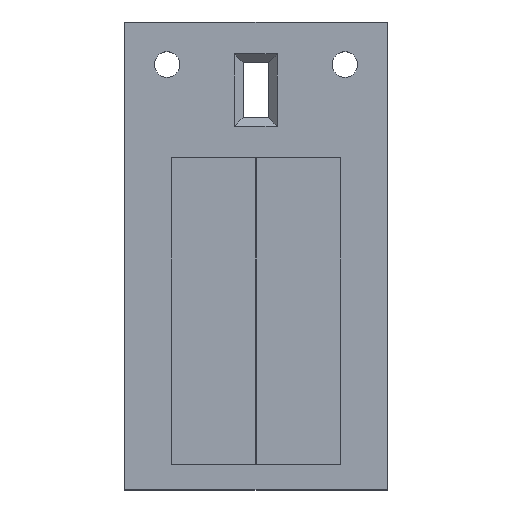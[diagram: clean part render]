
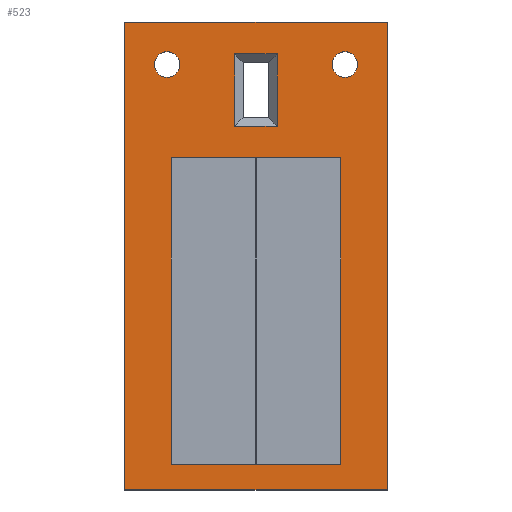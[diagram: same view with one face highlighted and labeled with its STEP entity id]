
A CAD part, top view. The second image highlights one B-rep face of the part: STEP entity #523.
In plain terms, the highlighted planar face has unit normal (0, 0, 1).
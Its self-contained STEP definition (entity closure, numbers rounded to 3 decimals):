
#19=FACE_BOUND('',#94,.T.);
#20=FACE_BOUND('',#95,.T.);
#21=FACE_BOUND('',#96,.T.);
#22=FACE_BOUND('',#97,.T.);
#23=FACE_BOUND('',#98,.T.);
#33=PLANE('',#560);
#63=FACE_OUTER_BOUND('',#93,.T.);
#93=EDGE_LOOP('',(#405,#406,#407,#408));
#94=EDGE_LOOP('',(#409));
#95=EDGE_LOOP('',(#410));
#96=EDGE_LOOP('',(#411,#412,#413,#414));
#97=EDGE_LOOP('',(#415,#416,#417,#418));
#98=EDGE_LOOP('',(#419,#420,#421,#422));
#125=LINE('',#740,#191);
#131=LINE('',#753,#197);
#133=LINE('',#756,#199);
#135=LINE('',#759,#201);
#142=LINE('',#774,#208);
#143=LINE('',#776,#209);
#144=LINE('',#778,#210);
#145=LINE('',#779,#211);
#146=LINE('',#782,#212);
#147=LINE('',#784,#213);
#148=LINE('',#786,#214);
#149=LINE('',#787,#215);
#150=LINE('',#790,#216);
#151=LINE('',#792,#217);
#152=LINE('',#794,#218);
#153=LINE('',#795,#219);
#191=VECTOR('',#603,10.);
#197=VECTOR('',#611,10.);
#199=VECTOR('',#615,10.);
#201=VECTOR('',#619,10.);
#208=VECTOR('',#632,10.);
#209=VECTOR('',#633,10.);
#210=VECTOR('',#634,10.);
#211=VECTOR('',#635,10.);
#212=VECTOR('',#636,10.);
#213=VECTOR('',#637,10.);
#214=VECTOR('',#638,10.);
#215=VECTOR('',#639,10.);
#216=VECTOR('',#640,10.);
#217=VECTOR('',#641,10.);
#218=VECTOR('',#642,10.);
#219=VECTOR('',#643,10.);
#255=CIRCLE('',#549,1.5);
#257=CIRCLE('',#552,1.5);
#259=VERTEX_POINT('',#726);
#261=VERTEX_POINT('',#732);
#263=VERTEX_POINT('',#738);
#264=VERTEX_POINT('',#739);
#269=VERTEX_POINT('',#750);
#270=VERTEX_POINT('',#752);
#274=VERTEX_POINT('',#772);
#275=VERTEX_POINT('',#773);
#276=VERTEX_POINT('',#775);
#277=VERTEX_POINT('',#777);
#278=VERTEX_POINT('',#780);
#279=VERTEX_POINT('',#781);
#280=VERTEX_POINT('',#783);
#281=VERTEX_POINT('',#785);
#282=VERTEX_POINT('',#788);
#283=VERTEX_POINT('',#789);
#284=VERTEX_POINT('',#791);
#285=VERTEX_POINT('',#793);
#303=EDGE_CURVE('',#259,#259,#255,.T.);
#306=EDGE_CURVE('',#261,#261,#257,.T.);
#309=EDGE_CURVE('',#263,#264,#125,.T.);
#315=EDGE_CURVE('',#269,#270,#131,.T.);
#317=EDGE_CURVE('',#264,#269,#133,.T.);
#319=EDGE_CURVE('',#270,#263,#135,.T.);
#326=EDGE_CURVE('',#274,#275,#142,.T.);
#327=EDGE_CURVE('',#275,#276,#143,.T.);
#328=EDGE_CURVE('',#276,#277,#144,.T.);
#329=EDGE_CURVE('',#277,#274,#145,.T.);
#330=EDGE_CURVE('',#278,#279,#146,.T.);
#331=EDGE_CURVE('',#279,#280,#147,.T.);
#332=EDGE_CURVE('',#280,#281,#148,.T.);
#333=EDGE_CURVE('',#281,#278,#149,.T.);
#334=EDGE_CURVE('',#282,#283,#150,.T.);
#335=EDGE_CURVE('',#283,#284,#151,.T.);
#336=EDGE_CURVE('',#284,#285,#152,.T.);
#337=EDGE_CURVE('',#285,#282,#153,.T.);
#405=ORIENTED_EDGE('',*,*,#326,.T.);
#406=ORIENTED_EDGE('',*,*,#327,.T.);
#407=ORIENTED_EDGE('',*,*,#328,.T.);
#408=ORIENTED_EDGE('',*,*,#329,.T.);
#409=ORIENTED_EDGE('',*,*,#303,.T.);
#410=ORIENTED_EDGE('',*,*,#306,.T.);
#411=ORIENTED_EDGE('',*,*,#330,.T.);
#412=ORIENTED_EDGE('',*,*,#331,.T.);
#413=ORIENTED_EDGE('',*,*,#332,.T.);
#414=ORIENTED_EDGE('',*,*,#333,.T.);
#415=ORIENTED_EDGE('',*,*,#334,.T.);
#416=ORIENTED_EDGE('',*,*,#335,.T.);
#417=ORIENTED_EDGE('',*,*,#336,.T.);
#418=ORIENTED_EDGE('',*,*,#337,.T.);
#419=ORIENTED_EDGE('',*,*,#315,.F.);
#420=ORIENTED_EDGE('',*,*,#317,.F.);
#421=ORIENTED_EDGE('',*,*,#309,.F.);
#422=ORIENTED_EDGE('',*,*,#319,.F.);
#523=ADVANCED_FACE('',(#63,#19,#20,#21,#22,#23),#33,.F.);
#549=AXIS2_PLACEMENT_3D('',#727,#589,#590);
#552=AXIS2_PLACEMENT_3D('',#733,#596,#597);
#560=AXIS2_PLACEMENT_3D('',#771,#630,#631);
#589=DIRECTION('center_axis',(0.,0.,-1.));
#590=DIRECTION('ref_axis',(-1.,0.,0.));
#596=DIRECTION('center_axis',(0.,0.,-1.));
#597=DIRECTION('ref_axis',(-1.,0.,0.));
#603=DIRECTION('',(1.,0.,0.));
#611=DIRECTION('',(-1.,0.,0.));
#615=DIRECTION('',(0.,1.,0.));
#619=DIRECTION('',(0.,-1.,0.));
#630=DIRECTION('center_axis',(0.,0.,-1.));
#631=DIRECTION('ref_axis',(1.,0.,0.));
#632=DIRECTION('',(-1.,0.,0.));
#633=DIRECTION('',(0.,-1.,0.));
#634=DIRECTION('',(1.,0.,0.));
#635=DIRECTION('',(0.,1.,0.));
#636=DIRECTION('',(-1.,0.,0.));
#637=DIRECTION('',(0.,1.,0.));
#638=DIRECTION('',(1.,0.,0.));
#639=DIRECTION('',(0.,-1.,0.));
#640=DIRECTION('',(1.,0.,0.));
#641=DIRECTION('',(0.,-1.,0.));
#642=DIRECTION('',(-1.,0.,0.));
#643=DIRECTION('',(0.,1.,0.));
#726=CARTESIAN_POINT('',(37.219,39.586,-59.133));
#727=CARTESIAN_POINT('Origin',(35.719,39.586,-59.133));
#732=CARTESIAN_POINT('',(16.319,39.586,-59.133));
#733=CARTESIAN_POINT('Origin',(14.819,39.586,-59.133));
#738=CARTESIAN_POINT('',(22.754,32.336,-59.133));
#739=CARTESIAN_POINT('',(27.754,32.336,-59.133));
#740=CARTESIAN_POINT('',(24.512,32.336,-59.133));
#750=CARTESIAN_POINT('',(27.754,40.836,-59.133));
#752=CARTESIAN_POINT('',(22.754,40.836,-59.133));
#753=CARTESIAN_POINT('',(26.012,40.836,-59.133));
#756=CARTESIAN_POINT('',(27.754,25.211,-59.133));
#759=CARTESIAN_POINT('',(22.754,28.461,-59.133));
#771=CARTESIAN_POINT('Origin',(25.269,17.086,-59.133));
#772=CARTESIAN_POINT('',(40.719,44.586,-59.133));
#773=CARTESIAN_POINT('',(9.819,44.586,-59.133));
#774=CARTESIAN_POINT('',(40.719,44.586,-59.133));
#775=CARTESIAN_POINT('',(9.819,-10.414,-59.133));
#776=CARTESIAN_POINT('',(9.819,44.586,-59.133));
#777=CARTESIAN_POINT('',(40.719,-10.414,-59.133));
#778=CARTESIAN_POINT('',(9.819,-10.414,-59.133));
#779=CARTESIAN_POINT('',(40.719,-10.414,-59.133));
#780=CARTESIAN_POINT('',(35.219,-7.414,-59.133));
#781=CARTESIAN_POINT('',(25.319,-7.414,-59.133));
#782=CARTESIAN_POINT('',(25.294,-7.414,-59.133));
#783=CARTESIAN_POINT('',(25.319,28.586,-59.133));
#784=CARTESIAN_POINT('',(25.319,22.836,-59.133));
#785=CARTESIAN_POINT('',(35.219,28.586,-59.133));
#786=CARTESIAN_POINT('',(30.244,28.586,-59.133));
#787=CARTESIAN_POINT('',(35.219,4.836,-59.133));
#788=CARTESIAN_POINT('',(15.319,28.586,-59.133));
#789=CARTESIAN_POINT('',(25.219,28.586,-59.133));
#790=CARTESIAN_POINT('',(25.244,28.586,-59.133));
#791=CARTESIAN_POINT('',(25.219,-7.414,-59.133));
#792=CARTESIAN_POINT('',(25.219,4.836,-59.133));
#793=CARTESIAN_POINT('',(15.319,-7.414,-59.133));
#794=CARTESIAN_POINT('',(20.294,-7.414,-59.133));
#795=CARTESIAN_POINT('',(15.319,22.836,-59.133));
